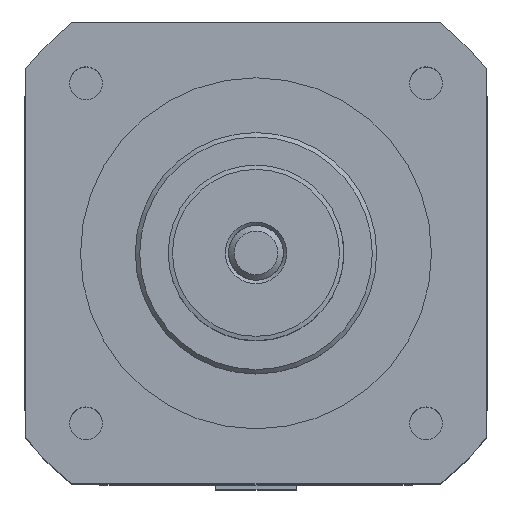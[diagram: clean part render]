
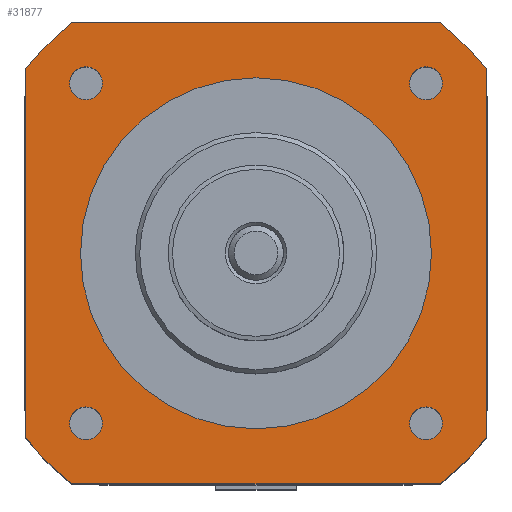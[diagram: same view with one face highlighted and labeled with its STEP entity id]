
A CAD part, top view. The second image highlights one B-rep face of the part: STEP entity #31877.
In plain terms, the highlighted planar face has unit normal (0, 0, 1).
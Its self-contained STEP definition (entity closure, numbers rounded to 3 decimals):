
#464=PLANE('',#35293);
#902=FACE_BOUND('',#5961,.T.);
#903=FACE_BOUND('',#5962,.T.);
#904=FACE_BOUND('',#5963,.T.);
#905=FACE_BOUND('',#5964,.T.);
#906=FACE_BOUND('',#5965,.T.);
#1993=CIRCLE('',#33970,1.499);
#1997=CIRCLE('',#33975,1.499);
#2001=CIRCLE('',#33980,1.499);
#2005=CIRCLE('',#33985,1.499);
#2848=CIRCLE('',#35290,16.);
#2850=CIRCLE('',#35294,26.9);
#2851=CIRCLE('',#35295,26.9);
#2852=CIRCLE('',#35296,26.9);
#2853=CIRCLE('',#35297,26.9);
#4514=FACE_OUTER_BOUND('',#5960,.T.);
#5960=EDGE_LOOP('',(#27671,#27672,#27673,#27674,#27675,#27676,#27677,#27678));
#5961=EDGE_LOOP('',(#27679));
#5962=EDGE_LOOP('',(#27680));
#5963=EDGE_LOOP('',(#27681));
#5964=EDGE_LOOP('',(#27682));
#5965=EDGE_LOOP('',(#27683));
#8517=LINE('',#54645,#11431);
#8620=LINE('',#54959,#11534);
#8638=LINE('',#55033,#11552);
#8764=LINE('',#55374,#11678);
#11431=VECTOR('',#42872,33.622);
#11534=VECTOR('',#43175,33.622);
#11552=VECTOR('',#43253,33.622);
#11678=VECTOR('',#43555,33.622);
#14073=VERTEX_POINT('',#51589);
#14079=VERTEX_POINT('',#51603);
#14085=VERTEX_POINT('',#51617);
#14091=VERTEX_POINT('',#51631);
#15152=VERTEX_POINT('',#54642);
#15153=VERTEX_POINT('',#54644);
#15257=VERTEX_POINT('',#54956);
#15258=VERTEX_POINT('',#54958);
#15274=VERTEX_POINT('',#55030);
#15275=VERTEX_POINT('',#55032);
#15395=VERTEX_POINT('',#55371);
#15396=VERTEX_POINT('',#55373);
#15398=VERTEX_POINT('',#55383);
#17907=EDGE_CURVE('',#14073,#14073,#1993,.T.);
#17914=EDGE_CURVE('',#14079,#14079,#1997,.T.);
#17921=EDGE_CURVE('',#14085,#14085,#2001,.T.);
#17928=EDGE_CURVE('',#14091,#14091,#2005,.T.);
#19456=EDGE_CURVE('',#15152,#15153,#8517,.T.);
#19659=EDGE_CURVE('',#15257,#15258,#8620,.T.);
#19696=EDGE_CURVE('',#15274,#15275,#8638,.T.);
#19889=EDGE_CURVE('',#15395,#15396,#8764,.T.);
#19894=EDGE_CURVE('',#15398,#15398,#2848,.T.);
#19897=EDGE_CURVE('',#15396,#15274,#2850,.T.);
#19898=EDGE_CURVE('',#15258,#15395,#2851,.T.);
#19899=EDGE_CURVE('',#15153,#15257,#2852,.T.);
#19900=EDGE_CURVE('',#15275,#15152,#2853,.T.);
#27671=ORIENTED_EDGE('',*,*,#19897,.F.);
#27672=ORIENTED_EDGE('',*,*,#19889,.F.);
#27673=ORIENTED_EDGE('',*,*,#19898,.F.);
#27674=ORIENTED_EDGE('',*,*,#19659,.F.);
#27675=ORIENTED_EDGE('',*,*,#19899,.F.);
#27676=ORIENTED_EDGE('',*,*,#19456,.F.);
#27677=ORIENTED_EDGE('',*,*,#19900,.F.);
#27678=ORIENTED_EDGE('',*,*,#19696,.F.);
#27679=ORIENTED_EDGE('',*,*,#17907,.T.);
#27680=ORIENTED_EDGE('',*,*,#17914,.T.);
#27681=ORIENTED_EDGE('',*,*,#17921,.T.);
#27682=ORIENTED_EDGE('',*,*,#17928,.T.);
#27683=ORIENTED_EDGE('',*,*,#19894,.T.);
#31877=ADVANCED_FACE('',(#4514,#902,#903,#904,#905,#906),#464,.T.);
#33970=AXIS2_PLACEMENT_3D('',#51591,#39804,#39805);
#33975=AXIS2_PLACEMENT_3D('',#51605,#39817,#39818);
#33980=AXIS2_PLACEMENT_3D('',#51619,#39830,#39831);
#33985=AXIS2_PLACEMENT_3D('',#51633,#39843,#39844);
#35290=AXIS2_PLACEMENT_3D('',#55384,#43568,#43569);
#35293=AXIS2_PLACEMENT_3D('',#55389,#43575,#43576);
#35294=AXIS2_PLACEMENT_3D('',#55390,#43577,#43578);
#35295=AXIS2_PLACEMENT_3D('',#55391,#43579,#43580);
#35296=AXIS2_PLACEMENT_3D('',#55392,#43581,#43582);
#35297=AXIS2_PLACEMENT_3D('',#55393,#43583,#43584);
#39804=DIRECTION('center_axis',(0.,0.,-1.));
#39805=DIRECTION('ref_axis',(-1.,0.,0.));
#39817=DIRECTION('center_axis',(0.,0.,-1.));
#39818=DIRECTION('ref_axis',(-1.,0.,0.));
#39830=DIRECTION('center_axis',(0.,0.,-1.));
#39831=DIRECTION('ref_axis',(-0.166,-0.986,0.));
#39843=DIRECTION('center_axis',(0.,0.,-1.));
#39844=DIRECTION('ref_axis',(-1.,0.,0.));
#42872=DIRECTION('',(0.,-1.,0.));
#43175=DIRECTION('',(-1.,0.,0.));
#43253=DIRECTION('',(1.,0.,0.));
#43555=DIRECTION('',(0.,1.,0.));
#43568=DIRECTION('center_axis',(0.,0.,-1.));
#43569=DIRECTION('ref_axis',(-1.,0.,0.));
#43575=DIRECTION('center_axis',(0.,0.,1.));
#43576=DIRECTION('ref_axis',(1.,0.,0.));
#43577=DIRECTION('center_axis',(0.,0.,-1.));
#43578=DIRECTION('ref_axis',(0.625,-0.781,0.));
#43579=DIRECTION('center_axis',(0.,0.,-1.));
#43580=DIRECTION('ref_axis',(0.781,0.625,0.));
#43581=DIRECTION('center_axis',(0.,0.,-1.));
#43582=DIRECTION('ref_axis',(-0.625,0.781,0.));
#43583=DIRECTION('center_axis',(0.,0.,-1.));
#43584=DIRECTION('ref_axis',(-0.781,-0.625,0.));
#51589=CARTESIAN_POINT('',(16.999,-15.5,16.76));
#51591=CARTESIAN_POINT('Origin',(15.5,-15.5,16.76));
#51603=CARTESIAN_POINT('',(-14.001,-15.5,16.76));
#51605=CARTESIAN_POINT('Origin',(-15.5,-15.5,16.76));
#51617=CARTESIAN_POINT('',(15.748,16.978,16.76));
#51619=CARTESIAN_POINT('Origin',(15.5,15.5,16.76));
#51631=CARTESIAN_POINT('',(-14.001,15.5,16.76));
#51633=CARTESIAN_POINT('Origin',(-15.5,15.5,16.76));
#54642=CARTESIAN_POINT('',(21.,16.811,16.76));
#54644=CARTESIAN_POINT('',(21.,-16.811,16.76));
#54645=CARTESIAN_POINT('',(21.,16.811,16.76));
#54956=CARTESIAN_POINT('',(16.811,-21.,16.76));
#54958=CARTESIAN_POINT('',(-16.811,-21.,16.76));
#54959=CARTESIAN_POINT('',(16.811,-21.,16.76));
#55030=CARTESIAN_POINT('',(-16.811,21.,16.76));
#55032=CARTESIAN_POINT('',(16.811,21.,16.76));
#55033=CARTESIAN_POINT('',(-16.811,21.,16.76));
#55371=CARTESIAN_POINT('',(-21.,-16.811,16.76));
#55373=CARTESIAN_POINT('',(-21.,16.811,16.76));
#55374=CARTESIAN_POINT('',(-21.,-16.811,16.76));
#55383=CARTESIAN_POINT('',(16.,0.,16.76));
#55384=CARTESIAN_POINT('Origin',(0.,0.,
16.76));
#55389=CARTESIAN_POINT('Origin',(0.,0.,
16.76));
#55390=CARTESIAN_POINT('Origin',(0.,0.,
16.76));
#55391=CARTESIAN_POINT('Origin',(0.,0.,
16.76));
#55392=CARTESIAN_POINT('Origin',(0.,0.,
16.76));
#55393=CARTESIAN_POINT('Origin',(0.,0.,
16.76));
